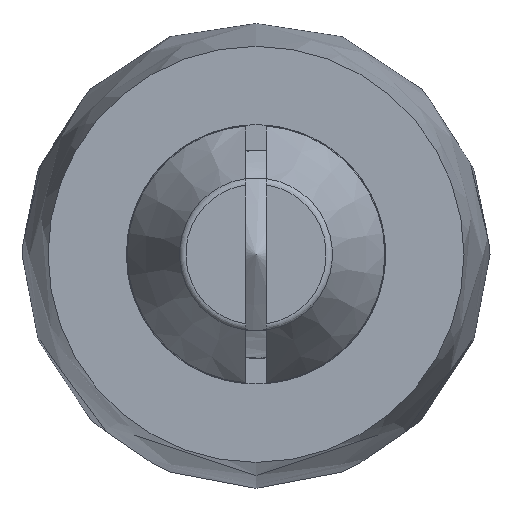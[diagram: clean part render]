
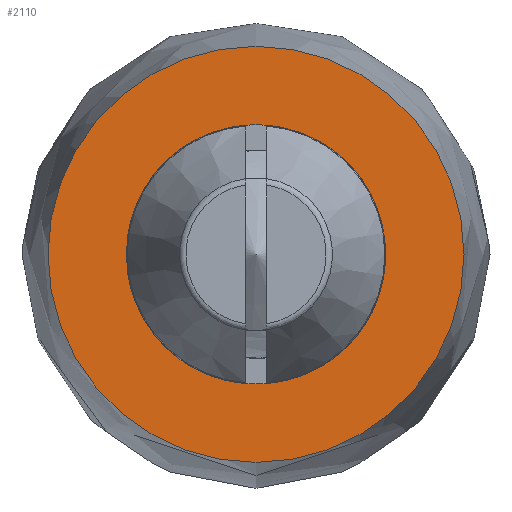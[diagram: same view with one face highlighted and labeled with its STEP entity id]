
A CAD part, front view. The second image highlights one B-rep face of the part: STEP entity #2110.
In plain terms, the highlighted face is planar.
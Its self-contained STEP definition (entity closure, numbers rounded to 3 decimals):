
#527=FACE_BOUND('',#669,.T.);
#544=FACE_OUTER_BOUND('',#668,.T.);
#668=EDGE_LOOP('',(#1419));
#669=EDGE_LOOP('',(#1420));
#794=CIRCLE('',#2343,3.2);
#797=CIRCLE('',#2347,6.);
#851=VERTEX_POINT('',#3131);
#854=VERTEX_POINT('',#3139);
#1072=EDGE_CURVE('',#851,#851,#794,.T.);
#1077=EDGE_CURVE('',#854,#854,#797,.T.);
#1419=ORIENTED_EDGE('',*,*,#1077,.T.);
#1420=ORIENTED_EDGE('',*,*,#1072,.T.);
#2051=PLANE('',#2349);
#2110=ADVANCED_FACE('',(#544,#527),#2051,.T.);
#2343=AXIS2_PLACEMENT_3D('',#3132,#2564,#2565);
#2347=AXIS2_PLACEMENT_3D('',#3141,#2574,#2575);
#2349=AXIS2_PLACEMENT_3D('',#3143,#2578,#2579);
#2564=DIRECTION('center_axis',(0.,0.,1.));
#2565=DIRECTION('ref_axis',(-1.,0.,0.));
#2574=DIRECTION('center_axis',(0.,0.,-1.));
#2575=DIRECTION('ref_axis',(-1.,0.,0.));
#2578=DIRECTION('center_axis',(0.,0.,-1.));
#2579=DIRECTION('ref_axis',(-1.,0.,0.));
#3131=CARTESIAN_POINT('',(3.2,0.,0.));
#3132=CARTESIAN_POINT('Origin',(0.,0.,0.));
#3139=CARTESIAN_POINT('',(6.,0.,0.));
#3141=CARTESIAN_POINT('Origin',(0.,0.,0.));
#3143=CARTESIAN_POINT('Origin',(0.,0.,0.));
